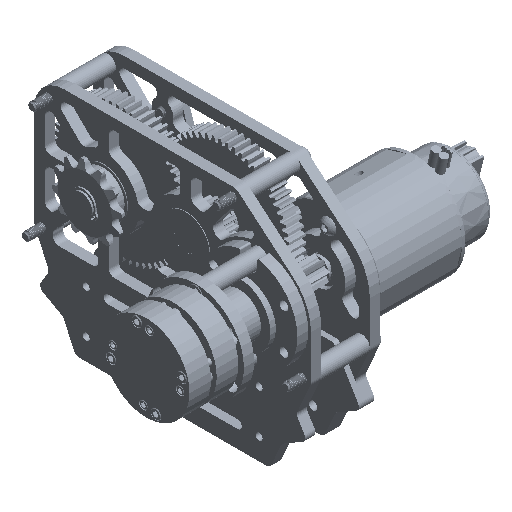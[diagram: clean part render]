
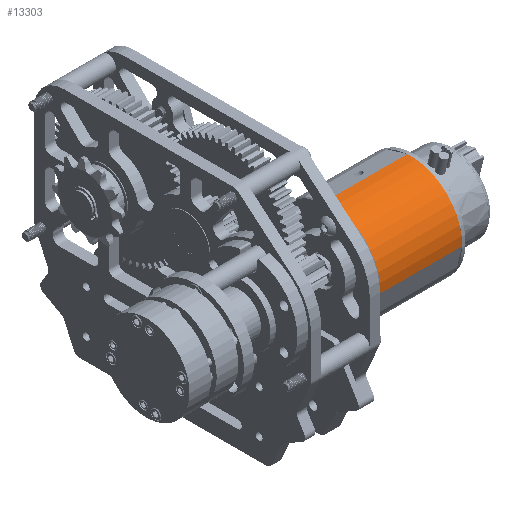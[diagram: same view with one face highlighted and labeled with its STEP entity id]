
A CAD part, isometric view. The second image highlights one B-rep face of the part: STEP entity #13303.
In plain terms, the highlighted cylindrical face has radius 30 mm (diameter 60 mm), a partial arc.
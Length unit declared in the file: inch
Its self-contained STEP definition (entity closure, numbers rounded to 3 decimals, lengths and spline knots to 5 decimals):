
#4784 = CARTESIAN_POINT ( 'NONE',  ( 0.24606, 1.15519, -0.87402 ) ) ;
#13303 = ADVANCED_FACE ( 'NONE', ( #137805 ), #104863, .T. ) ;
#18048 = LINE ( 'NONE', #44996, #140059 ) ;
#21953 = ORIENTED_EDGE ( 'NONE', *, *, #126355, .T. ) ;
#25249 = DIRECTION ( 'NONE',  ( 0., 0., -1. ) ) ;
#26472 = VERTEX_POINT ( 'NONE', #121355 ) ;
#35778 = VECTOR ( 'NONE', #25249, 39.37008 ) ;
#37630 = ORIENTED_EDGE ( 'NONE', *, *, #83486, .F. ) ;
#39994 = CARTESIAN_POINT ( 'NONE',  ( 0., 0., -0.87402 ) ) ;
#44996 = CARTESIAN_POINT ( 'NONE',  ( 0.24606, 1.15519, 0.87402 ) ) ;
#49274 = LINE ( 'NONE', #160283, #35778 ) ;
#61943 = CIRCLE ( 'NONE', #101220, 1.1811 ) ;
#63318 = EDGE_CURVE ( 'NONE', #26472, #140947, #61943, .T. ) ;
#64932 = DIRECTION ( 'NONE',  ( 0., 0., -1. ) ) ;
#67834 = EDGE_CURVE ( 'NONE', #140947, #127266, #49274, .T. ) ;
#77349 = AXIS2_PLACEMENT_3D ( 'NONE', #115975, #80846, #106173 ) ;
#80846 = DIRECTION ( 'NONE',  ( 0., 0., -1. ) ) ;
#82277 = DIRECTION ( 'NONE',  ( 0., 0., -1. ) ) ;
#83486 = EDGE_CURVE ( 'NONE', #26472, #112679, #18048, .T. ) ;
#90307 = DIRECTION ( 'NONE',  ( 0., 0., 1. ) ) ;
#93518 = CIRCLE ( 'NONE', #114639, 1.1811 ) ;
#101220 = AXIS2_PLACEMENT_3D ( 'NONE', #111430, #64932, #152422 ) ;
#104863 = CYLINDRICAL_SURFACE ( 'NONE', #77349, 1.1811 ) ;
#106173 = DIRECTION ( 'NONE',  ( -1., 0., 0. ) ) ;
#106556 = EDGE_LOOP ( 'NONE', ( #37630, #134470, #130668, #21953 ) ) ;
#111430 = CARTESIAN_POINT ( 'NONE',  ( 0., 0., 1.0115 ) ) ;
#112679 = VERTEX_POINT ( 'NONE', #4784 ) ;
#114639 = AXIS2_PLACEMENT_3D ( 'NONE', #39994, #90307, #138915 ) ;
#115975 = CARTESIAN_POINT ( 'NONE',  ( 0., 0., 0.87402 ) ) ;
#121355 = CARTESIAN_POINT ( 'NONE',  ( 0.24606, 1.15519, 1.0115 ) ) ;
#126355 = EDGE_CURVE ( 'NONE', #127266, #112679, #93518, .T. ) ;
#127266 = VERTEX_POINT ( 'NONE', #145542 ) ;
#130668 = ORIENTED_EDGE ( 'NONE', *, *, #67834, .T. ) ;
#134470 = ORIENTED_EDGE ( 'NONE', *, *, #63318, .T. ) ;
#137805 = FACE_OUTER_BOUND ( 'NONE', #106556, .T. ) ;
#138915 = DIRECTION ( 'NONE',  ( 1., 0., 0. ) ) ;
#140059 = VECTOR ( 'NONE', #82277, 39.37008 ) ;
#140947 = VERTEX_POINT ( 'NONE', #151730 ) ;
#145542 = CARTESIAN_POINT ( 'NONE',  ( 1.12345, -0.3645, -0.87402 ) ) ;
#151730 = CARTESIAN_POINT ( 'NONE',  ( 1.12345, -0.3645, 1.0115 ) ) ;
#152422 = DIRECTION ( 'NONE',  ( 1., 0., 0. ) ) ;
#160283 = CARTESIAN_POINT ( 'NONE',  ( 1.12345, -0.3645, 0.87402 ) ) ;
